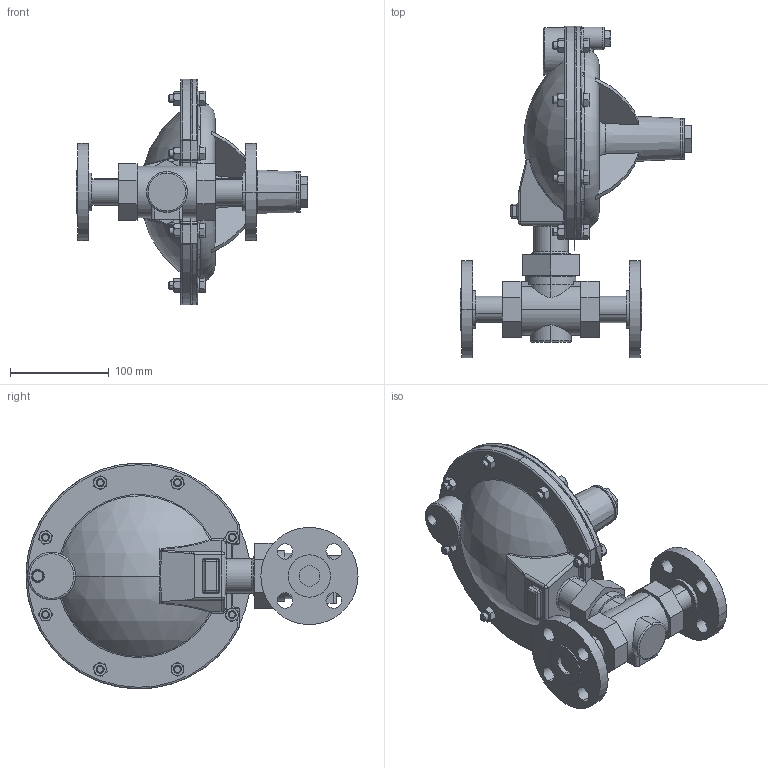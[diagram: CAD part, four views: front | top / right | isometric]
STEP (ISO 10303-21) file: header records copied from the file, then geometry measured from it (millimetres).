
FILE_DESCRIPTION (( 'STEP AP203' ), '1' );
FILE_NAME ('608IS-075-CS+S6-F5.STEP', '2017-09-07T14:47:34', ( '' ), ( '' ), 'SwSTEP 2.0', 'SolidWorks 2014', '' );
FILE_SCHEMA (( 'CONFIG_CONTROL_DESIGN' ));
Length unit declared in the file: inch
Products named in the file (1): 608IS-075-CS+S6-F5
Bounding box: 234.98 x 336.38 x 228.6 mm (x, y, z)
Volume: 2471763.8 mm3; surface area: 228127.4 mm2
Topology: 1 solids, 1 shells, 712 faces, 1706 edges, 1028 vertices
Faces by surface type: plane 285, cylinder 177, cone 176, torus 45, sphere 16, bspline 13
Entity records: 23147 total; most frequent: CARTESIAN_POINT 6976, ORIENTED_EDGE 3382, DIRECTION 3335, EDGE_CURVE 1691, AXIS2_PLACEMENT_3D 1353, VERTEX_POINT 1028, EDGE_LOOP 793, FACE_OUTER_BOUND 712
